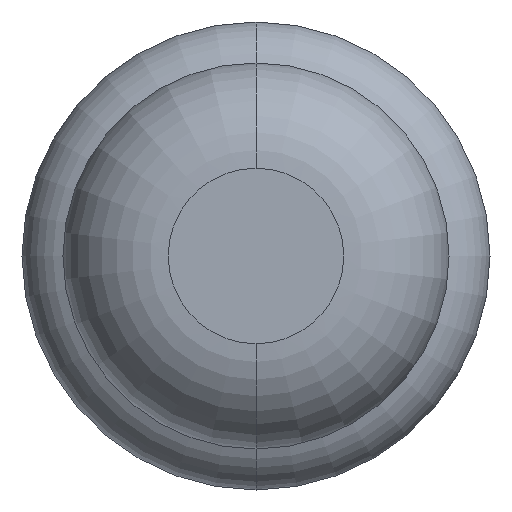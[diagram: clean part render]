
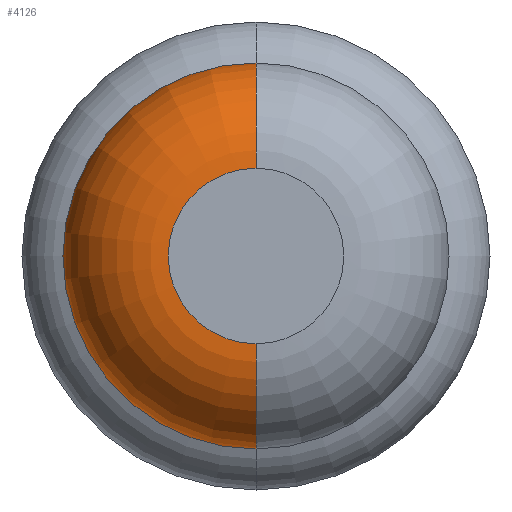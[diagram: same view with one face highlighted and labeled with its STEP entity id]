
A CAD part, front view. The second image highlights one B-rep face of the part: STEP entity #4126.
In plain terms, the highlighted toroidal (fillet/blend) face has major radius 0.375 mm and minor radius 0.45 mm.
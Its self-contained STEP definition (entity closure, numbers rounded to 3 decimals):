
#18 = CARTESIAN_POINT ( 'NONE',  ( 0., -26.95, 0.825 ) ) ;
#44 = EDGE_CURVE ( 'NONE', #3290, #3147, #1876, .T. ) ;
#49 = CARTESIAN_POINT ( 'NONE',  ( 0., -26.95, -0.825 ) ) ;
#354 = ORIENTED_EDGE ( 'NONE', *, *, #3947, .T. ) ;
#713 = EDGE_CURVE ( 'Defeature ausgef�hrt1_6+Defeature ausgef�hrt1_5+Defeature ausgef�hrt1_5+Defeature ausgef�hrt1_5', #3147, #3093, #2571, .T. ) ;
#738 = AXIS2_PLACEMENT_3D ( 'NONE', #739, #3198, #3560 ) ;
#739 = CARTESIAN_POINT ( 'NONE',  ( 0., -27.4, 0. ) ) ;
#777 = DIRECTION ( 'NONE',  ( 0., 0., 1. ) ) ;
#1201 = ORIENTED_EDGE ( 'NONE', *, *, #1899, .T. ) ;
#1264 = AXIS2_PLACEMENT_3D ( 'NONE', #3960, #1806, #777 ) ;
#1324 = CARTESIAN_POINT ( 'NONE',  ( 0., -27.4, 0.375 ) ) ;
#1402 = CIRCLE ( 'NONE', #2451, 0.45 ) ;
#1718 = DIRECTION ( 'NONE',  ( -1., 0., 0. ) ) ;
#1754 = DIRECTION ( 'NONE',  ( 1., 0., 0. ) ) ;
#1806 = DIRECTION ( 'NONE',  ( 0., 1., 0. ) ) ;
#1820 = VERTEX_POINT ( 'NONE', #1324 ) ;
#1876 = CIRCLE ( 'NONE', #2021, 0.45 ) ;
#1899 = EDGE_CURVE ( 'Defeature ausgef�hrt1_5+Defeature ausgef�hrt1_4+Defeature ausgef�hrt1_4+Defeature ausgef�hrt1_4', #3290, #1820, #3276, .T. ) ;
#2021 = AXIS2_PLACEMENT_3D ( 'NONE', #2447, #1754, #2460 ) ;
#2295 = EDGE_LOOP ( 'NONE', ( #4032, #1201, #354, #3747 ) ) ;
#2447 = CARTESIAN_POINT ( 'NONE',  ( 0., -26.95, -0.375 ) ) ;
#2451 = AXIS2_PLACEMENT_3D ( 'NONE', #3100, #1718, #4551 ) ;
#2460 = DIRECTION ( 'NONE',  ( 0., 0., -1. ) ) ;
#2571 = CIRCLE ( 'NONE', #3462, 0.825 ) ;
#2602 = DIRECTION ( 'NONE',  ( 0., 1., 0. ) ) ;
#2616 = CARTESIAN_POINT ( 'NONE',  ( 0., -26.95, 0. ) ) ;
#3093 = VERTEX_POINT ( 'NONE', #18 ) ;
#3100 = CARTESIAN_POINT ( 'NONE',  ( 0., -26.95, 0.375 ) ) ;
#3147 = VERTEX_POINT ( 'NONE', #49 ) ;
#3198 = DIRECTION ( 'NONE',  ( 0., 1., 0. ) ) ;
#3228 = CARTESIAN_POINT ( 'NONE',  ( 0., -27.4, -0.375 ) ) ;
#3276 = CIRCLE ( 'NONE', #738, 0.375 ) ;
#3290 = VERTEX_POINT ( 'NONE', #3228 ) ;
#3462 = AXIS2_PLACEMENT_3D ( 'NONE', #2616, #2602, #3682 ) ;
#3474 = FACE_OUTER_BOUND ( 'NONE', #2295, .T. ) ;
#3560 = DIRECTION ( 'NONE',  ( 0., 0., 1. ) ) ;
#3682 = DIRECTION ( 'NONE',  ( 0., 0., 1. ) ) ;
#3747 = ORIENTED_EDGE ( 'NONE', *, *, #713, .F. ) ;
#3947 = EDGE_CURVE ( 'NONE', #1820, #3093, #1402, .T. ) ;
#3960 = CARTESIAN_POINT ( 'NONE',  ( 0., -26.95, 0. ) ) ;
#4032 = ORIENTED_EDGE ( 'NONE', *, *, #44, .F. ) ;
#4126 = ADVANCED_FACE ( 'Defeature ausgef�hrt1_5', ( #3474 ), #4561, .T. ) ;
#4551 = DIRECTION ( 'NONE',  ( 0., 0., 1. ) ) ;
#4561 = TOROIDAL_SURFACE ( 'NONE', #1264, 0.375, 0.45 ) ;
